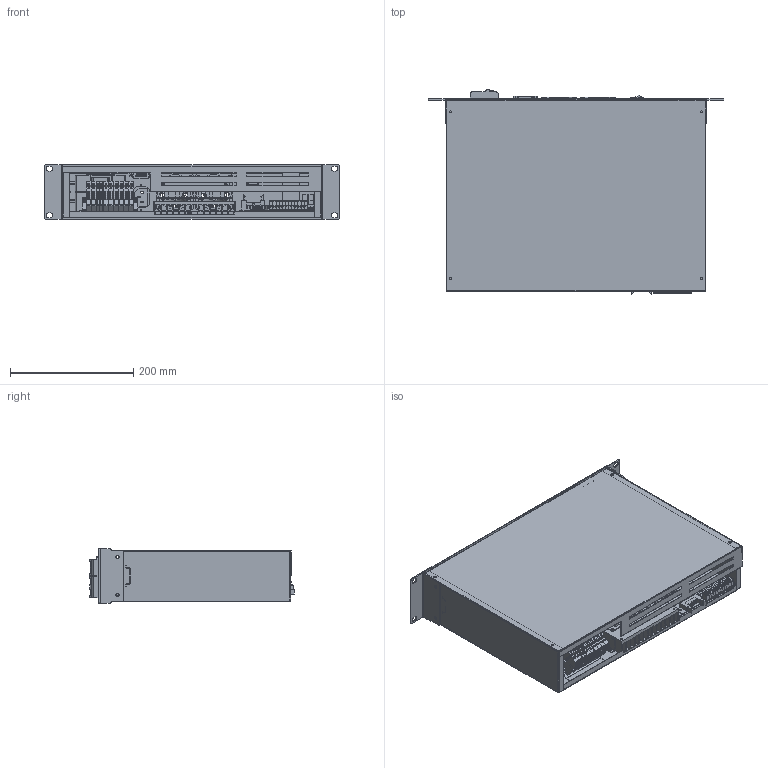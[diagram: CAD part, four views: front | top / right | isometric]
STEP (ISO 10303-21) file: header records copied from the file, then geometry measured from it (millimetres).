
FILE_DESCRIPTION(/* description */ (''),/* implementation_level */ '2;1');
FILE_NAME(/* name */ 'BP.step',/* time_stamp */ '2021-06-11T12:58:41+07:00',/* author */ ('User'),/* organization */ (''),/* preprocessor_version */ 'ST-DEVELOPER v17',/* originating_system */ 'AutoCAD Mechanical',/* authorisation */ '');
FILE_SCHEMA (('AUTOMOTIVE_DESIGN { 1 0 10303 214 3 1 1 }'));
Products named in the file (1): Product
Bounding box: 480.28 x 333 x 88 mm (x, y, z)
Volume: 1348229.9 mm3; surface area: 1366344.3 mm2
Topology: 291 solids, 291 shells, 3901 faces, 10627 edges, 7454 vertices
Faces by surface type: plane 2941, cylinder 794, sphere 94, torus 72
Full cylindrical faces by diameter (mm): 0.956 x16, 1 x127, 1.6 x14, 2 x10, 2.2 x2, 2.3 x2, 3 x46, 3.15 x12, 3.2 x12, 3.4 x4, 3.5 x71, 4.111 x8, 4.5 x8, 4.8 x8, 4.9 x1, 5 x4, 5.4 x4, 5.6 x10, 6 x10, 50.19 x2, 57 x2
Entity records: 125531 total; most frequent: CARTESIAN_POINT 23785, DIRECTION 20665, ORIENTED_EDGE 20664, EDGE_CURVE 10332, LINE 7921, VECTOR 7921, VERTEX_POINT 7052, AXIS2_PLACEMENT_3D 6372
